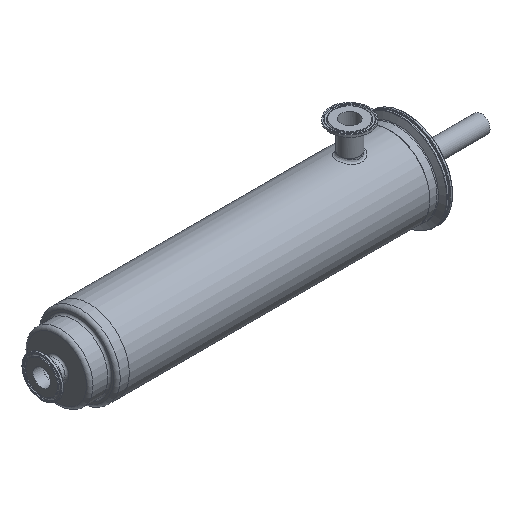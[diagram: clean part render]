
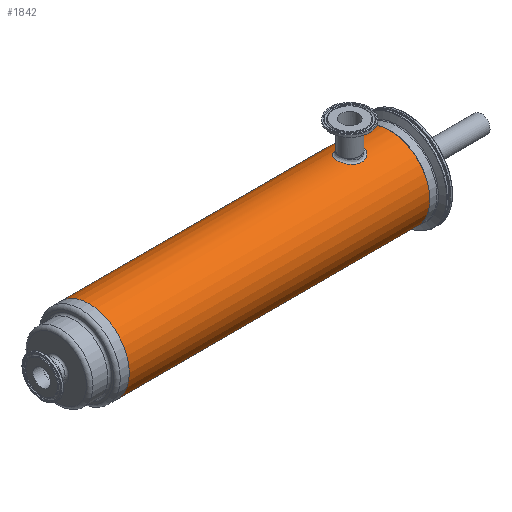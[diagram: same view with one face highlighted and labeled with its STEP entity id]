
A CAD part, isometric view. The second image highlights one B-rep face of the part: STEP entity #1842.
In plain terms, the highlighted cylindrical face has radius 50.8 mm (diameter 101.6 mm), a full revolution.
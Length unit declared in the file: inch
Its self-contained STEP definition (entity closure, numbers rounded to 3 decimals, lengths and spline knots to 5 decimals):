
#54=B_SPLINE_CURVE_WITH_KNOTS('',3,(#3644,#3645,#3646,#3647,#3648,#3649,
#3650,#3651,#3652,#3653,#3654,#3655,#3656,#3657,#3658,#3659,#3660,#3661),
 .UNSPECIFIED.,.T.,.F.,(4,1,1,1,1,1,1,1,1,1,1,1,1,1,1,4),(-7.68953,
-7.14028,-6.59103,-5.85869,-5.49252,
-5.12635,-4.39402,-4.02785,-3.66168,
-3.29551,-2.56318,-2.19701,-1.64776,
-1.0985,-0.54925,0.),.UNSPECIFIED.);
#148=LINE('',#3670,#181);
#181=VECTOR('',#2872,2.);
#210=CYLINDRICAL_SURFACE('',#2265,2.);
#231=FACE_BOUND('',#406,.T.);
#300=FACE_OUTER_BOUND('',#405,.T.);
#405=EDGE_LOOP('',(#1566,#1567,#1568,#1569));
#406=EDGE_LOOP('',(#1570));
#618=CIRCLE('',#2266,2.);
#619=CIRCLE('',#2267,2.);
#836=VERTEX_POINT('',#3613);
#840=VERTEX_POINT('',#3667);
#841=VERTEX_POINT('',#3669);
#1096=EDGE_CURVE('',#836,#836,#54,.T.);
#1099=EDGE_CURVE('',#840,#840,#618,.T.);
#1100=EDGE_CURVE('',#840,#841,#148,.T.);
#1101=EDGE_CURVE('',#841,#841,#619,.T.);
#1566=ORIENTED_EDGE('',*,*,#1099,.T.);
#1567=ORIENTED_EDGE('',*,*,#1100,.T.);
#1568=ORIENTED_EDGE('',*,*,#1101,.F.);
#1569=ORIENTED_EDGE('',*,*,#1100,.F.);
#1570=ORIENTED_EDGE('',*,*,#1096,.F.);
#1842=ADVANCED_FACE('',(#300,#231),#210,.T.);
#2265=AXIS2_PLACEMENT_3D('',#3666,#2868,#2869);
#2266=AXIS2_PLACEMENT_3D('',#3668,#2870,#2871);
#2267=AXIS2_PLACEMENT_3D('',#3671,#2873,#2874);
#2868=DIRECTION('center_axis',(0.,0.,1.));
#2869=DIRECTION('ref_axis',(-1.,0.,0.));
#2870=DIRECTION('center_axis',(0.,0.,-1.));
#2871=DIRECTION('ref_axis',(-1.,0.,0.));
#2872=DIRECTION('',(0.,0.,-1.));
#2873=DIRECTION('center_axis',(0.,0.,-1.));
#2874=DIRECTION('ref_axis',(-1.,0.,0.));
#3613=CARTESIAN_POINT('',(-1.6982,1.91154,13.));
#3644=CARTESIAN_POINT('Ctrl Pts',(-1.6982,1.91154,13.));
#3645=CARTESIAN_POINT('Ctrl Pts',(-1.6982,1.91154,12.90598));
#3646=CARTESIAN_POINT('Ctrl Pts',(-1.73926,1.9246,12.7185));
#3647=CARTESIAN_POINT('Ctrl Pts',(-1.92513,1.97265,12.47026));
#3648=CARTESIAN_POINT('Ctrl Pts',(-2.18159,2.00391,12.36209));
#3649=CARTESIAN_POINT('Ctrl Pts',(-2.42018,1.998,12.38177));
#3650=CARTESIAN_POINT('Ctrl Pts',(-2.64111,1.9734,12.47408));
#3651=CARTESIAN_POINT('Ctrl Pts',(-2.80644,1.93229,12.66328));
#3652=CARTESIAN_POINT('Ctrl Pts',(-2.87683,1.91091,12.90486));
#3653=CARTESIAN_POINT('Ctrl Pts',(-2.87689,1.91086,13.09516));
#3654=CARTESIAN_POINT('Ctrl Pts',(-2.80648,1.93239,13.33686));
#3655=CARTESIAN_POINT('Ctrl Pts',(-2.64108,1.97328,13.5257));
#3656=CARTESIAN_POINT('Ctrl Pts',(-2.39252,2.00135,13.6301));
#3657=CARTESIAN_POINT('Ctrl Pts',(-2.14993,2.00131,13.6301));
#3658=CARTESIAN_POINT('Ctrl Pts',(-1.90678,1.96751,13.50454));
#3659=CARTESIAN_POINT('Ctrl Pts',(-1.7391,1.92479,13.28171));
#3660=CARTESIAN_POINT('Ctrl Pts',(-1.6982,1.91154,13.09402));
#3661=CARTESIAN_POINT('Ctrl Pts',(-1.6982,1.91154,13.));
#3666=CARTESIAN_POINT('Origin',(-2.28644,0.,0.));
#3667=CARTESIAN_POINT('',(-0.28644,0.,15.));
#3668=CARTESIAN_POINT('Origin',(-2.28644,0.,15.));
#3669=CARTESIAN_POINT('',(-0.28644,0.,0.));
#3670=CARTESIAN_POINT('',(-0.28644,0.,0.));
#3671=CARTESIAN_POINT('Origin',(-2.28644,0.,0.));
